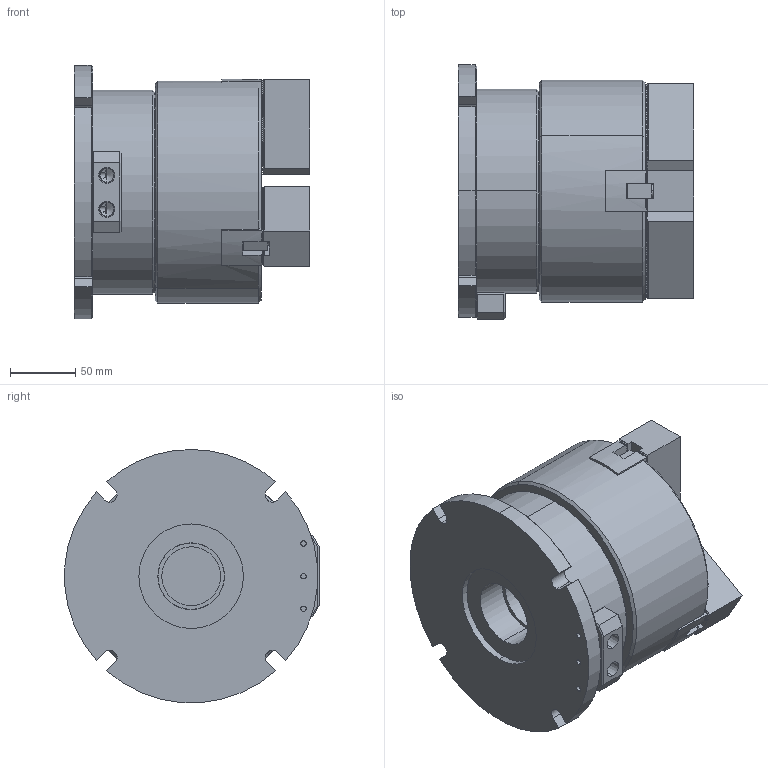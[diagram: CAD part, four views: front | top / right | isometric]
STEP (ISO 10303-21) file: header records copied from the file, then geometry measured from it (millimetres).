
FILE_DESCRIPTION (( 'STEP AP203' ), '1' );
FILE_NAME ('CF-VH2-3206.STEP', '2021-12-15T03:15:10', ( '' ), ( '' ), 'SwSTEP 2.0', 'SolidWorks 2016', '' );
FILE_SCHEMA (( 'CONFIG_CONTROL_DESIGN' ));
Length unit declared in the file: millimetre
Products named in the file (19): CF-VH2-06-03000; CF-3H-206-07000; VH-06-05000; SJ-06; 圓頭內六角螺栓_M5x25; 半圓頭六角孔螺栓_M5x10; CF-VH2-06; 圓頭內六角螺栓_M10x80; CF-3H-206-01010; 圓頭內六角螺栓_M10x25; CF-3H-206-02010; CF-3H-206; CF-3H-206-03000; CF-VH2-06-01000; CF-VH2-06-04000; CF-3H-206-04000; CF-VH2-06-02000; CF-VH2-3206; CF-3H-206-04000(T型塊)
Assembly tree (38 placements, depth 3):
  CF-VH2-3206
    CF-VH2-06
      CF-VH2-06-01000
      CF-VH2-06-02000
      CF-VH2-06-03000
      VH-06-05000
      圓頭內六角螺栓_M5x25  x3
    CF-3H-206
      CF-3H-206-01010
      CF-3H-206-02010
      CF-3H-206-03000  x3
      CF-3H-206-04000
      CF-3H-206-04000(T型塊)  x3
      CF-3H-206-07000
      SJ-06  x3
      半圓頭六角孔螺栓_M5x10  x3
      圓頭內六角螺栓_M10x80  x6
      圓頭內六角螺栓_M10x25  x6
    CF-VH2-06-04000
Bounding box: 180.3 x 194.68 x 193.68 mm (x, y, z)
Volume: 3029480.6 mm3; surface area: 517219.8 mm2
Topology: 36 solids, 36 shells, 2912 faces, 8072 edges, 5230 vertices
Faces by surface type: plane 2011, cylinder 626, cone 251, torus 24
Entity records: 42276 total; most frequent: CARTESIAN_POINT 8168, ORIENTED_EDGE 6748, DIRECTION 6418, EDGE_CURVE 3374, LINE 2294, VECTOR 2294, VERTEX_POINT 2196, AXIS2_PLACEMENT_3D 2062
